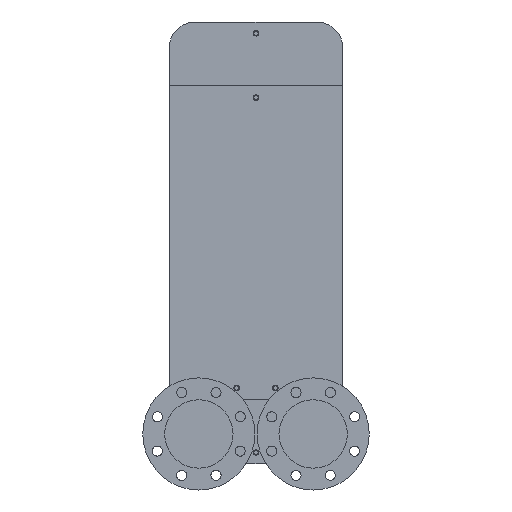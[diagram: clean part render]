
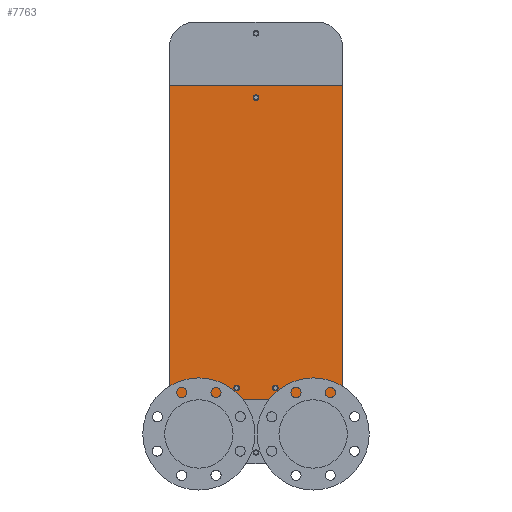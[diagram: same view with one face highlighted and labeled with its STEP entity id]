
A CAD part, front view. The second image highlights one B-rep face of the part: STEP entity #7763.
In plain terms, the highlighted planar face has unit normal (0, -1, 0).
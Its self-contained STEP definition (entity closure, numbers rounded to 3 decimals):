
#128=FACE_BOUND('',#3030,.T.);
#129=FACE_BOUND('',#3031,.T.);
#130=FACE_BOUND('',#3032,.T.);
#2463=PLANE('',#8759);
#2682=FACE_OUTER_BOUND('',#3029,.T.);
#3029=EDGE_LOOP('',(#7255,#7256,#7257,#7258));
#3030=EDGE_LOOP('',(#7259));
#3031=EDGE_LOOP('',(#7260));
#3032=EDGE_LOOP('',(#7261));
#3924=LINE('',#15790,#4704);
#3930=LINE('',#15849,#4710);
#3934=LINE('',#15859,#4714);
#3941=LINE('',#15873,#4721);
#4704=VECTOR('',#11383,10.);
#4710=VECTOR('',#11457,10.);
#4714=VECTOR('',#11467,10.);
#4721=VECTOR('',#11482,10.);
#5435=CIRCLE('',#8723,5.);
#5438=CIRCLE('',#8729,5.);
#5444=CIRCLE('',#8741,5.);
#5802=VERTEX_POINT('',#15787);
#5803=VERTEX_POINT('',#15789);
#5809=VERTEX_POINT('',#15808);
#5812=VERTEX_POINT('',#15817);
#5818=VERTEX_POINT('',#15835);
#5822=VERTEX_POINT('',#15848);
#5825=VERTEX_POINT('',#15858);
#6295=EDGE_CURVE('',#5802,#5803,#3924,.T.);
#6304=EDGE_CURVE('',#5809,#5809,#5435,.T.);
#6307=EDGE_CURVE('',#5812,#5812,#5438,.T.);
#6313=EDGE_CURVE('',#5818,#5818,#5444,.T.);
#6317=EDGE_CURVE('',#5802,#5822,#3930,.T.);
#6322=EDGE_CURVE('',#5825,#5803,#3934,.T.);
#6330=EDGE_CURVE('',#5825,#5822,#3941,.T.);
#7255=ORIENTED_EDGE('',*,*,#6317,.T.);
#7256=ORIENTED_EDGE('',*,*,#6330,.F.);
#7257=ORIENTED_EDGE('',*,*,#6322,.T.);
#7258=ORIENTED_EDGE('',*,*,#6295,.F.);
#7259=ORIENTED_EDGE('',*,*,#6307,.T.);
#7260=ORIENTED_EDGE('',*,*,#6304,.T.);
#7261=ORIENTED_EDGE('',*,*,#6313,.T.);
#7763=ADVANCED_FACE('',(#2682,#128,#129,#130),#2463,.F.);
#8723=AXIS2_PLACEMENT_3D('',#15809,#11403,#11404);
#8729=AXIS2_PLACEMENT_3D('',#15818,#11415,#11416);
#8741=AXIS2_PLACEMENT_3D('',#15836,#11439,#11440);
#8759=AXIS2_PLACEMENT_3D('',#15877,#11488,#11489);
#11383=DIRECTION('',(0.,0.,1.));
#11403=DIRECTION('center_axis',(0.,1.,0.));
#11404=DIRECTION('ref_axis',(1.,0.,0.));
#11415=DIRECTION('center_axis',(0.,1.,0.));
#11416=DIRECTION('ref_axis',(1.,0.,0.));
#11439=DIRECTION('center_axis',(0.,1.,0.));
#11440=DIRECTION('ref_axis',(1.,0.,0.));
#11457=DIRECTION('',(1.,0.,0.));
#11467=DIRECTION('',(-1.,0.,0.));
#11482=DIRECTION('',(0.,0.,-1.));
#11488=DIRECTION('center_axis',(0.,1.,0.));
#11489=DIRECTION('ref_axis',(-1.,0.,0.));
#15787=CARTESIAN_POINT('',(-155.,-2.,113.8));
#15789=CARTESIAN_POINT('',(-155.,-2.,674.2));
#15790=CARTESIAN_POINT('',(-155.,-2.,46.));
#15808=CARTESIAN_POINT('',(29.5,-2.,135.));
#15809=CARTESIAN_POINT('Origin',(34.5,-2.,135.));
#15817=CARTESIAN_POINT('',(-39.5,-2.,135.));
#15818=CARTESIAN_POINT('Origin',(-34.5,-2.,135.));
#15835=CARTESIAN_POINT('',(-5.,-2.,653.));
#15836=CARTESIAN_POINT('Origin',(0.,-2.,
653.));
#15848=CARTESIAN_POINT('',(155.,-2.,113.8));
#15849=CARTESIAN_POINT('',(77.5,-2.,113.8));
#15858=CARTESIAN_POINT('',(155.,-2.,674.2));
#15859=CARTESIAN_POINT('',(-77.5,-2.,674.2));
#15873=CARTESIAN_POINT('',(155.,-2.,742.));
#15877=CARTESIAN_POINT('Origin',(0.,-2.,
394.));
